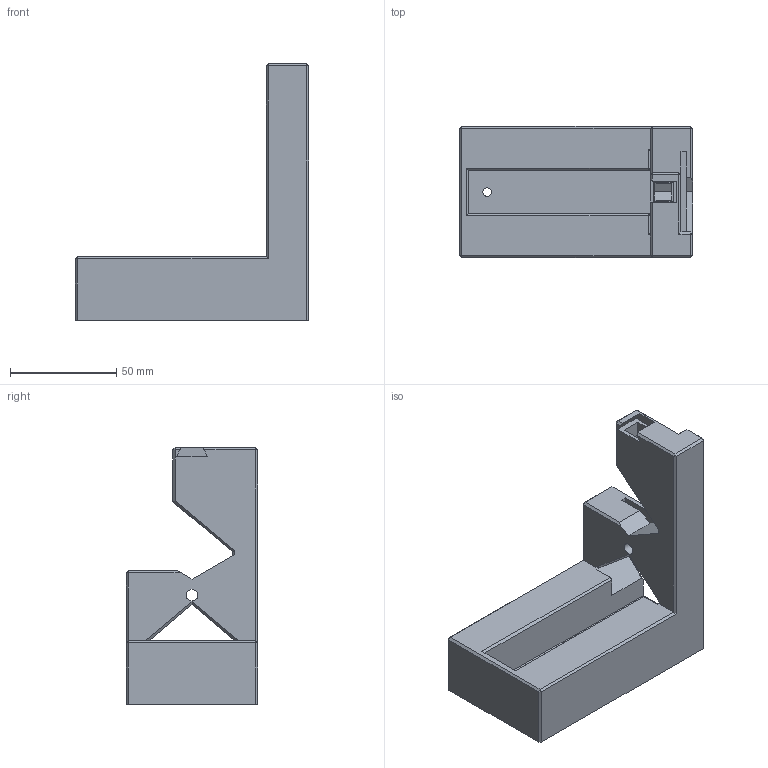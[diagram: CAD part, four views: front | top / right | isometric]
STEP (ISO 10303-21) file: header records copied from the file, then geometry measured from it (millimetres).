
FILE_DESCRIPTION(/* description */ (''),/* implementation_level */ '2;1');
FILE_NAME(/* name */ 'E End Mount v1.step',/* time_stamp */ '2021-06-14T11:25:39+02:00',/* author */ (''),/* organization */ (''),/* preprocessor_version */ 'ST-DEVELOPER v18.1',/* originating_system */ 'Autodesk Translation Framework v10.9.0.1377',/* authorisation */ '');
FILE_SCHEMA (('AUTOMOTIVE_DESIGN { 1 0 10303 214 3 1 1 }'));
Length unit declared in the file: millimetre
Products named in the file (1): E End Mount
Bounding box: 110 x 62 x 121 mm (x, y, z)
Volume: 216305.4 mm3; surface area: 42488.2 mm2
Topology: 1 solids, 1 shells, 100 faces, 241 edges, 145 vertices
Faces by surface type: plane 95, cylinder 5
Full cylindrical faces by diameter (mm): 4 x2, 5.5 x1, 9 x2
Entity records: 2852 total; most frequent: CARTESIAN_POINT 487, ORIENTED_EDGE 482, DIRECTION 453, EDGE_CURVE 241, LINE 231, VECTOR 231, VERTEX_POINT 145, EDGE_LOOP 112
